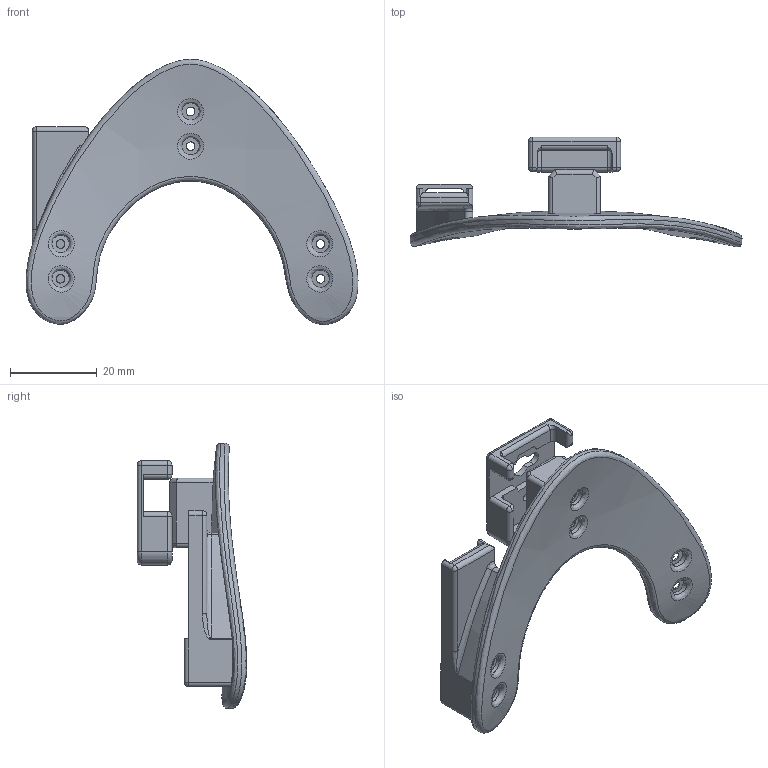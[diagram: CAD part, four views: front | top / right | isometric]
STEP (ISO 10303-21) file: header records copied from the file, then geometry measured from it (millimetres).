
FILE_DESCRIPTION(/* description */ (''),/* implementation_level */ '2;1');
FILE_NAME(/* name */ 'AIAIAI Hummingbird v5.step',/* time_stamp */ '2024-06-07T23:41:07-07:00',/* author */ (''),/* organization */ (''),/* preprocessor_version */ 'ST-DEVELOPER v20',/* originating_system */ 'Autodesk Translation Framework v13.14.0.145',/* authorisation */ '');
FILE_SCHEMA (('AUTOMOTIVE_DESIGN { 1 0 10303 214 3 1 1 }'));
Length unit declared in the file: millimetre
Products named in the file (1): AIAIAI Hummingbird
Bounding box: 76.4 x 25.2 x 61.04 mm (x, y, z)
Volume: 12547 mm3; surface area: 10088.4 mm2
Topology: 4 solids, 4 shells, 180 faces, 440 edges, 274 vertices
Faces by surface type: cylinder 70, plane 55, bspline 38, sphere 11, torus 6
Full cylindrical faces by diameter (mm): 2 x4
Entity records: 10236 total; most frequent: CARTESIAN_POINT 6159, ORIENTED_EDGE 880, DIRECTION 745, EDGE_CURVE 440, VERTEX_POINT 274, AXIS2_PLACEMENT_3D 268, LINE 209, VECTOR 209
